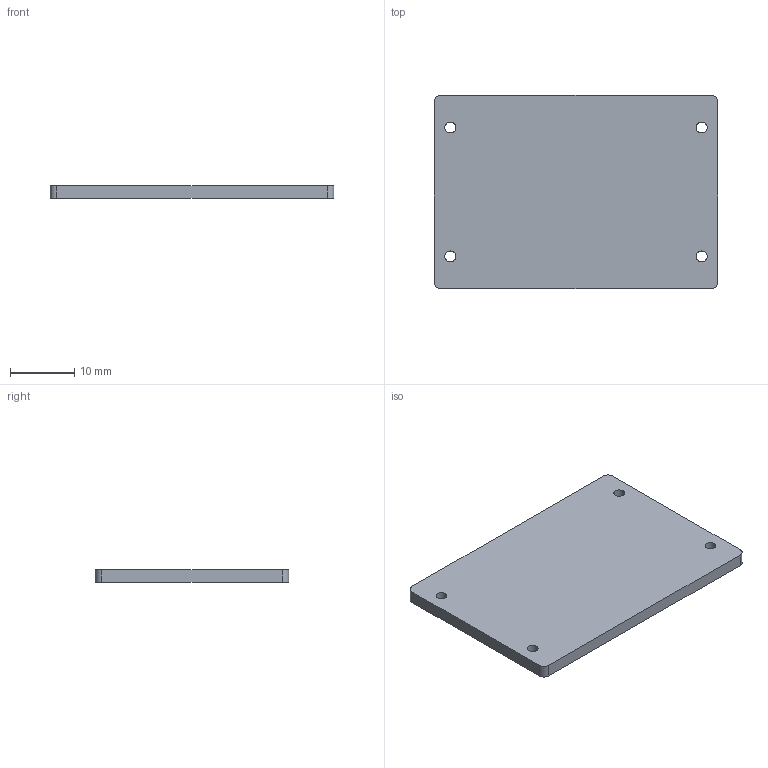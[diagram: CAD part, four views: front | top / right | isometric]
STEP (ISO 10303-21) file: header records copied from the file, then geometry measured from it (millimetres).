
FILE_DESCRIPTION (( 'STEP AP203' ), '1' );
FILE_NAME ('wrist_head_cap_Default_sldprt.STEP', '2022-04-16T10:25:28', ( '' ), ( '' ), 'SwSTEP 2.0', 'SolidWorks 2019', '' );
FILE_SCHEMA (( 'CONFIG_CONTROL_DESIGN' ));
Length unit declared in the file: millimetre
Products named in the file (1): wrist_head_cap_Default_sldprt
Bounding box: 44 x 30 x 2 mm (x, y, z)
Volume: 2620.1 mm3; surface area: 2955.4 mm2
Topology: 1 solids, 1 shells, 18 faces, 48 edges, 32 vertices
Faces by surface type: cylinder 12, plane 6
Entity records: 669 total; most frequent: DIRECTION 110, CARTESIAN_POINT 99, ORIENTED_EDGE 96, EDGE_CURVE 48, AXIS2_PLACEMENT_3D 43, VERTEX_POINT 32, EDGE_LOOP 26, VECTOR 24
